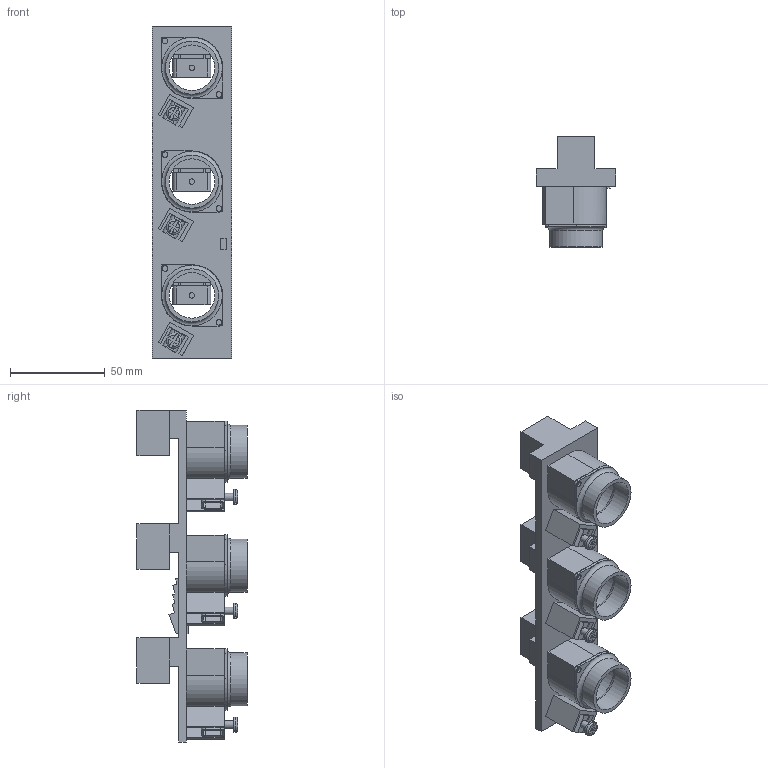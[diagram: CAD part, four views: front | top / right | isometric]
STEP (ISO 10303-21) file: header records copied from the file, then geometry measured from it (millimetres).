
FILE_DESCRIPTION(/* description */ ('STEP AP214'),/* implementation_level */ '2;1');
FILE_NAME(/* name */ '31441',/* time_stamp */ '2023-10-04T11:49:53+02:00',/* author */ ('License CC BY-ND 4.0'),/* organization */ ('CADENAS'),/* preprocessor_version */ 'ST-DEVELOPER v19.3',/* originating_system */ 'PARTsolutions',/* authorisation */ ' ');
FILE_SCHEMA (('AUTOMOTIVE_DESIGN {1 0 10303 214 3 1 1}'));
Length unit declared in the file: millimetre
Products named in the file (5): 31441; 75075000; 30414000; 71437000; 78546000
Assembly tree (10 placements, depth 2):
  31441
    75075000  x3
    30414000  x3
    71437000  x3
    78546000
Bounding box: 42 x 58 x 175 mm (x, y, z)
Volume: 89565.9 mm3; surface area: 52468.2 mm2
Topology: 10 solids, 10 shells, 370 faces, 978 edges, 642 vertices
Faces by surface type: plane 274, cylinder 84, torus 12
Full cylindrical faces by diameter (mm): 2.85 x3, 3 x6, 4 x6, 8 x3, 24 x3, 26 x3, 27 x3, 28 x3
Entity records: 7961 total; most frequent: CARTESIAN_POINT 1223, ORIENTED_EDGE 1144, DIRECTION 1117, EDGE_CURVE 572, LINE 473, VECTOR 473, VERTEX_POINT 384, AXIS2_PLACEMENT_3D 322
